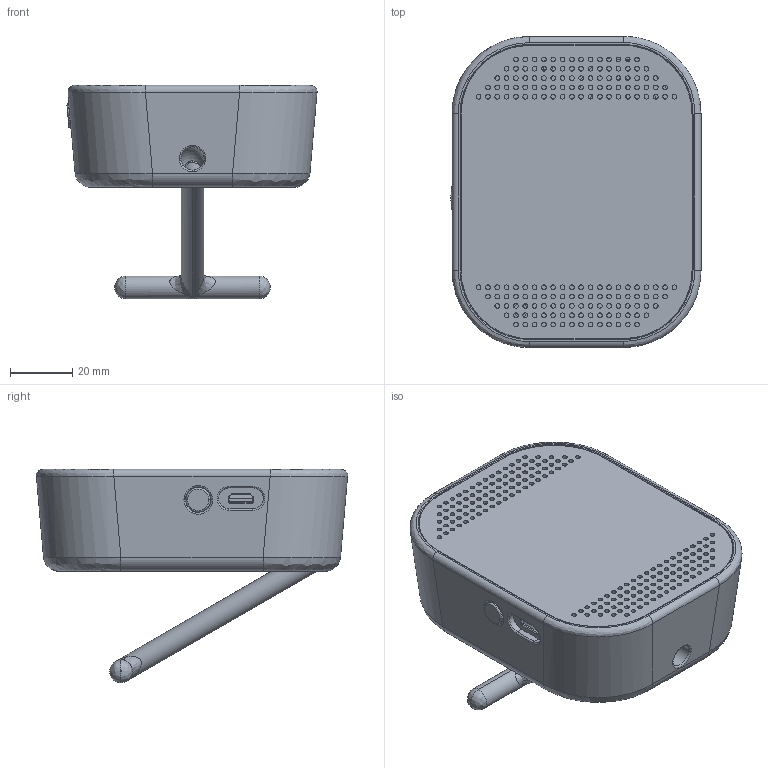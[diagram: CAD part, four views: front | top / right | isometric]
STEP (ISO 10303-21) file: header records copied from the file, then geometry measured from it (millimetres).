
FILE_DESCRIPTION((''),'2;1');
FILE_NAME('Z_ASM','2019-07-15T',('Administrator'),(''),'PRO/ENGINEER BY PARAMETRIC TECHNOLOGY CORPORATION, 2002180','PRO/ENGINEER BY PARAMETRIC TECHNOLOGY CORPORATION, 2002180','');
FILE_SCHEMA(('CONFIG_CONTROL_DESIGN','SHAPE_APPEARANCE_LAYERS_GROUPS'));
Length unit declared in the file: millimetre
Products named in the file (7): PRT0001; PRT0002; PRT0003; PRT0004; PRT0005; PRT0006; Z_ASM
Assembly tree (6 placements, depth 2):
  Z_ASM
    PRT0001
    PRT0002
    PRT0003
    PRT0004
    PRT0005
    PRT0006
Bounding box: 80.44 x 100.11 x 68.67 mm (x, y, z)
Volume: 91532 mm3; surface area: 80747.4 mm2
Topology: 6 solids, 6 shells, 724 faces, 1959 edges, 1279 vertices
Faces by surface type: cylinder 517, plane 133, bspline 59, extrusion 10, torus 3, cone 2
Entity records: 35017 total; most frequent: CARTESIAN_POINT 9497, DIRECTION 4145, ORIENTED_EDGE 3918, PRESENTATION_STYLE_ASSIGNMENT 1965, STYLED_ITEM 1965, CURVE_STYLE 1959, EDGE_CURVE 1959, AXIS2_PLACEMENT_3D 1679
